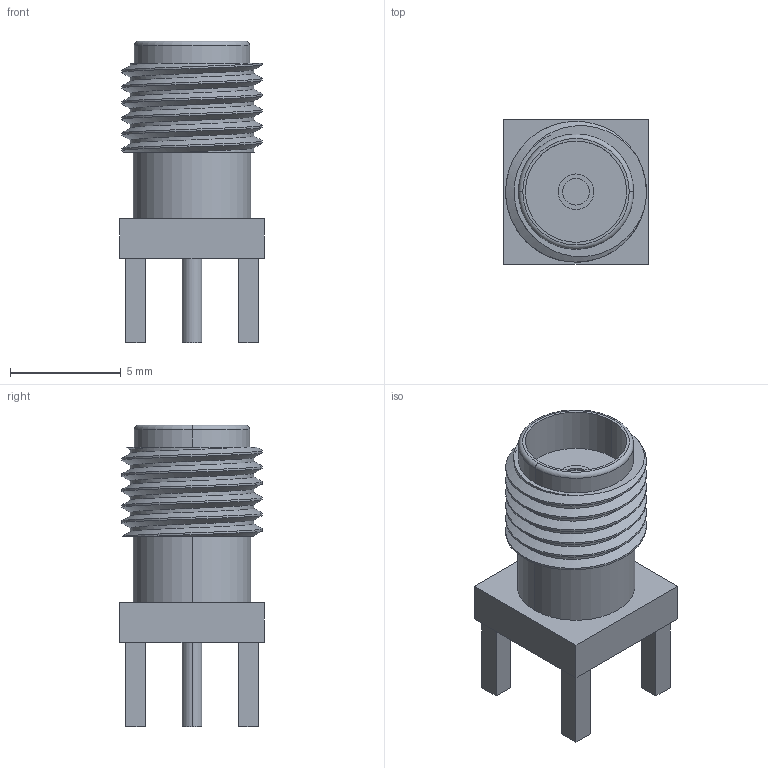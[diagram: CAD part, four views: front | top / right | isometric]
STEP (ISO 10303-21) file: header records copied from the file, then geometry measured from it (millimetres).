
FILE_DESCRIPTION (( 'STEP AP214' ), '1' );
FILE_NAME ('BWSMA-KE-Z001.STEP', '2024-03-01T05:03:15', ( '' ), ( '' ), 'SwSTEP 2.0', 'SolidWorks 2022', '' );
FILE_SCHEMA (( 'AUTOMOTIVE_DESIGN' ));
Length unit declared in the file: millimetre
Products named in the file (1): BWSMA-KE-Z001
Bounding box: 6.5 x 6.5 x 13.6 mm (x, y, z)
Surface area: 429.5 mm2 (no closed solid volume)
Topology: 0 solids, 15 shells, 71 faces, 329 edges, 279 vertices
Faces by surface type: plane 41, cylinder 25, bspline 3, torus 2
Entity records: 5261 total; most frequent: CARTESIAN_POINT 2075, ORIENTED_EDGE 457, DIRECTION 394, EDGE_CURVE 329, VERTEX_POINT 279, VECTOR 186, LINE 186, AXIS2_PLACEMENT_3D 104
